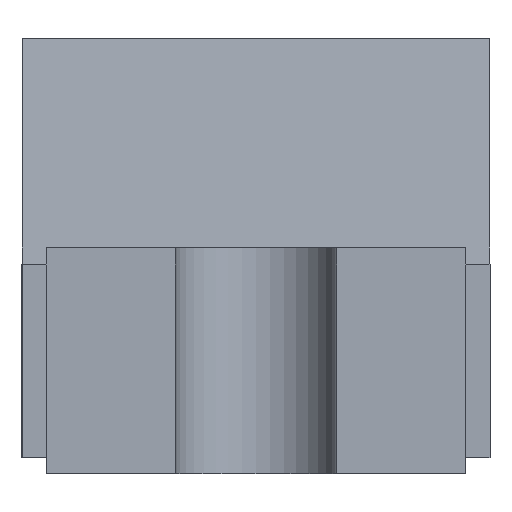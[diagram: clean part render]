
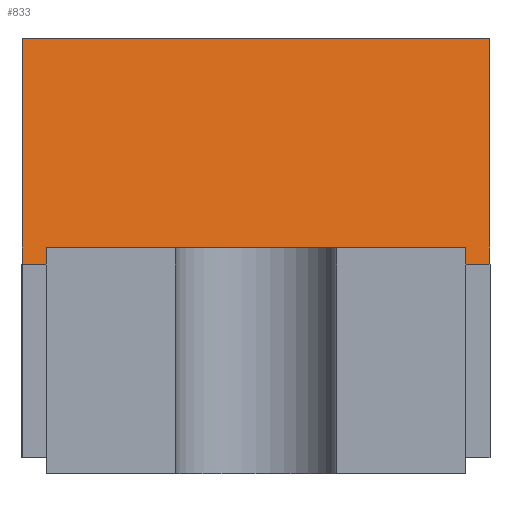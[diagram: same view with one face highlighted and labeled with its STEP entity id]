
A CAD part, front view. The second image highlights one B-rep face of the part: STEP entity #833.
In plain terms, the highlighted planar face has unit normal (0, -0.991, 0.131).
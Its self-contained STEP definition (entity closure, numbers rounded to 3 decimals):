
#132 = VECTOR ( 'NONE', #1182, 1000. ) ;
#363 = DIRECTION ( 'NONE',  ( 0., -0.131, -0.991 ) ) ;
#398 = VERTEX_POINT ( 'NONE', #1778 ) ;
#429 = DIRECTION ( 'NONE',  ( 0., -0.131, -0.991 ) ) ;
#498 = CARTESIAN_POINT ( 'NONE',  ( -0.005, -1.117, 0.33 ) ) ;
#545 = LINE ( 'NONE', #498, #132 ) ;
#581 = DIRECTION ( 'NONE',  ( 0., -0.131, -0.991 ) ) ;
#617 = EDGE_CURVE ( 'NONE', #398, #1283, #1546, .T. ) ;
#625 = AXIS2_PLACEMENT_3D ( 'NONE', #1049, #890, #429 ) ;
#664 = VECTOR ( 'NONE', #363, 1000. ) ;
#674 = LINE ( 'NONE', #917, #1713 ) ;
#693 = FACE_OUTER_BOUND ( 'NONE', #1003, .T. ) ;
#695 = DIRECTION ( 'NONE',  ( -1., 0., 0. ) ) ;
#713 = CARTESIAN_POINT ( 'NONE',  ( -0.368, -1.094, 0.505 ) ) ;
#790 = ORIENTED_EDGE ( 'NONE', *, *, #617, .T. ) ;
#833 = ADVANCED_FACE ( 'NONE', ( #693 ), #1370, .T. ) ;
#866 = CARTESIAN_POINT ( 'NONE',  ( -0.368, -1.117, 0.33 ) ) ;
#890 = DIRECTION ( 'NONE',  ( 0., -0.991, 0.131 ) ) ;
#917 = CARTESIAN_POINT ( 'NONE',  ( 0.357, -1.071, 0.68 ) ) ;
#1003 = EDGE_LOOP ( 'NONE', ( #1757, #1118, #1621, #790 ) ) ;
#1038 = EDGE_CURVE ( 'NONE', #1611, #1914, #545, .T. ) ;
#1049 = CARTESIAN_POINT ( 'NONE',  ( 0.176, -1.094, 0.505 ) ) ;
#1066 = CARTESIAN_POINT ( 'NONE',  ( 0.357, -1.117, 0.33 ) ) ;
#1118 = ORIENTED_EDGE ( 'NONE', *, *, #1038, .T. ) ;
#1182 = DIRECTION ( 'NONE',  ( 1., 0., 0. ) ) ;
#1283 = VERTEX_POINT ( 'NONE', #1849 ) ;
#1370 = PLANE ( 'NONE',  #625 ) ;
#1381 = EDGE_CURVE ( 'NONE', #1283, #1611, #1912, .T. ) ;
#1546 = LINE ( 'NONE', #2257, #2039 ) ;
#1611 = VERTEX_POINT ( 'NONE', #866 ) ;
#1621 = ORIENTED_EDGE ( 'NONE', *, *, #2123, .F. ) ;
#1713 = VECTOR ( 'NONE', #581, 1000. ) ;
#1757 = ORIENTED_EDGE ( 'NONE', *, *, #1381, .T. ) ;
#1778 = CARTESIAN_POINT ( 'NONE',  ( 0.357, -1.071, 0.68 ) ) ;
#1849 = CARTESIAN_POINT ( 'NONE',  ( -0.368, -1.071, 0.68 ) ) ;
#1912 = LINE ( 'NONE', #713, #664 ) ;
#1914 = VERTEX_POINT ( 'NONE', #1066 ) ;
#2039 = VECTOR ( 'NONE', #695, 1000. ) ;
#2123 = EDGE_CURVE ( 'NONE', #398, #1914, #674, .T. ) ;
#2257 = CARTESIAN_POINT ( 'NONE',  ( 0.176, -1.071, 0.68 ) ) ;
